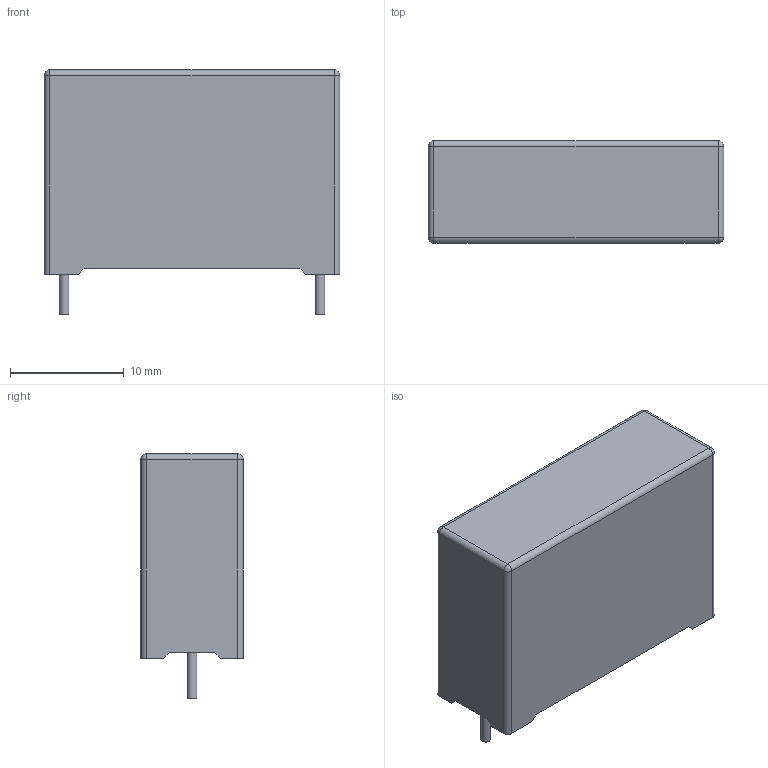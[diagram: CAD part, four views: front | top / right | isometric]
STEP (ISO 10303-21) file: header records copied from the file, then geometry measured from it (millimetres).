
FILE_DESCRIPTION(/* description */ (''),/* implementation_level */ '2;1');
FILE_NAME(/* name */ 'CAPR2250-900X2600X1800.stp',/* time_stamp */ '2017-03-02T16:58:22+01:00',/* author */ ('bcivel'),/* organization */ (''),/* preprocessor_version */ 'ST-DEVELOPER v16.1',/* originating_system */ 'AutoCAD Mechanical',/* authorisation */ '');
FILE_SCHEMA (('AUTOMOTIVE_DESIGN { 1 0 10303 214 3 1 1 }'));
Length unit declared in the file: millimetre
Products named in the file (1): Product
Bounding box: 26 x 9 x 21.5 mm (x, y, z)
Volume: 4097.1 mm3; surface area: 1706.2 mm2
Topology: 3 solids, 3 shells, 48 faces, 118 edges, 72 vertices
Faces by surface type: plane 30, cylinder 14, sphere 4
Full cylindrical faces by diameter (mm): 0.85 x2
Entity records: 1397 total; most frequent: DIRECTION 238, CARTESIAN_POINT 233, ORIENTED_EDGE 224, EDGE_CURVE 112, LINE 84, VECTOR 84, AXIS2_PLACEMENT_3D 77, VERTEX_POINT 72
